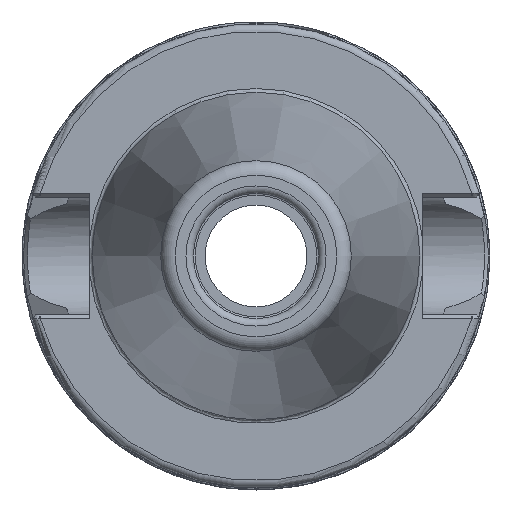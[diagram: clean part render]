
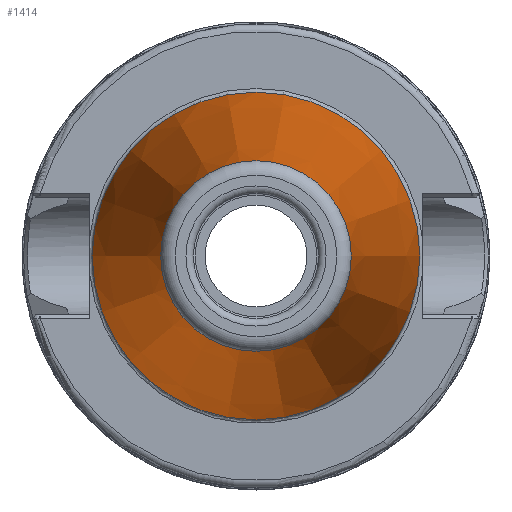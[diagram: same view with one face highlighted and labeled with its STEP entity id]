
A CAD part, left-side view. The second image highlights one B-rep face of the part: STEP entity #1414.
In plain terms, the highlighted conical face has half-angle 8.297 degrees and reference radius 17.581 mm.
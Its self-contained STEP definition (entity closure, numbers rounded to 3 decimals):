
#28=CONICAL_SURFACE('',#1584,17.581,0.145);
#117=LINE('',#3230,#183);
#183=VECTOR('',#1955,17.581);
#340=FACE_OUTER_BOUND('',#425,.T.);
#425=EDGE_LOOP('',(#1297,#1298,#1299,#1300,#1301,#1302,#1303));
#510=CIRCLE('',#1580,12.937);
#511=CIRCLE('',#1581,12.937);
#512=CIRCLE('',#1582,12.937);
#514=CIRCLE('',#1585,22.225);
#515=CIRCLE('',#1586,22.225);
#661=VERTEX_POINT('',#3218);
#662=VERTEX_POINT('',#3219);
#663=VERTEX_POINT('',#3221);
#664=VERTEX_POINT('',#3226);
#665=VERTEX_POINT('',#3227);
#875=EDGE_CURVE('',#661,#662,#510,.T.);
#876=EDGE_CURVE('',#663,#661,#511,.T.);
#877=EDGE_CURVE('',#662,#663,#512,.T.);
#879=EDGE_CURVE('',#664,#665,#514,.T.);
#880=EDGE_CURVE('',#665,#664,#515,.T.);
#881=EDGE_CURVE('',#665,#663,#117,.T.);
#1297=ORIENTED_EDGE('',*,*,#879,.F.);
#1298=ORIENTED_EDGE('',*,*,#880,.F.);
#1299=ORIENTED_EDGE('',*,*,#881,.T.);
#1300=ORIENTED_EDGE('',*,*,#876,.T.);
#1301=ORIENTED_EDGE('',*,*,#875,.T.);
#1302=ORIENTED_EDGE('',*,*,#877,.T.);
#1303=ORIENTED_EDGE('',*,*,#881,.F.);
#1414=ADVANCED_FACE('',(#340),#28,.T.);
#1580=AXIS2_PLACEMENT_3D('',#3220,#1941,#1942);
#1581=AXIS2_PLACEMENT_3D('',#3222,#1943,#1944);
#1582=AXIS2_PLACEMENT_3D('',#3223,#1945,#1946);
#1584=AXIS2_PLACEMENT_3D('',#3225,#1949,#1950);
#1585=AXIS2_PLACEMENT_3D('',#3228,#1951,#1952);
#1586=AXIS2_PLACEMENT_3D('',#3229,#1953,#1954);
#1941=DIRECTION('center_axis',(1.,0.,0.));
#1942=DIRECTION('ref_axis',(0.,0.,-1.));
#1943=DIRECTION('center_axis',(1.,0.,0.));
#1944=DIRECTION('ref_axis',(0.,0.,-1.));
#1945=DIRECTION('center_axis',(1.,0.,0.));
#1946=DIRECTION('ref_axis',(0.,0.,-1.));
#1949=DIRECTION('center_axis',(1.,0.,0.));
#1950=DIRECTION('ref_axis',(0.,1.,0.));
#1951=DIRECTION('center_axis',(1.,0.,0.));
#1952=DIRECTION('ref_axis',(0.,0.,-1.));
#1953=DIRECTION('center_axis',(1.,0.,0.));
#1954=DIRECTION('ref_axis',(0.,0.,-1.));
#1955=DIRECTION('',(-0.99,0.144,0.));
#3218=CARTESIAN_POINT('',(-63.689,12.937,0.));
#3219=CARTESIAN_POINT('',(-63.689,0.,12.937));
#3220=CARTESIAN_POINT('Origin',(-63.689,0.,
0.));
#3221=CARTESIAN_POINT('',(-63.689,-12.937,0.));
#3222=CARTESIAN_POINT('Origin',(-63.689,0.,
0.));
#3223=CARTESIAN_POINT('Origin',(-63.689,0.,
0.));
#3225=CARTESIAN_POINT('Origin',(-31.844,0.,
0.));
#3226=CARTESIAN_POINT('',(0.,22.225,0.));
#3227=CARTESIAN_POINT('',(0.,-22.225,0.));
#3228=CARTESIAN_POINT('Origin',(0.,0.,
0.));
#3229=CARTESIAN_POINT('Origin',(0.,0.,
0.));
#3230=CARTESIAN_POINT('',(-31.844,-17.581,0.));
